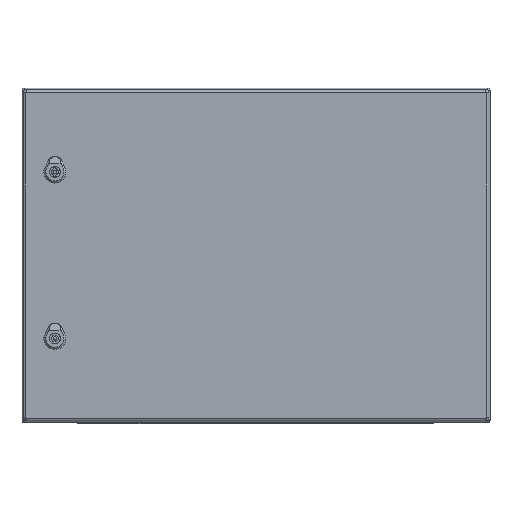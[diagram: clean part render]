
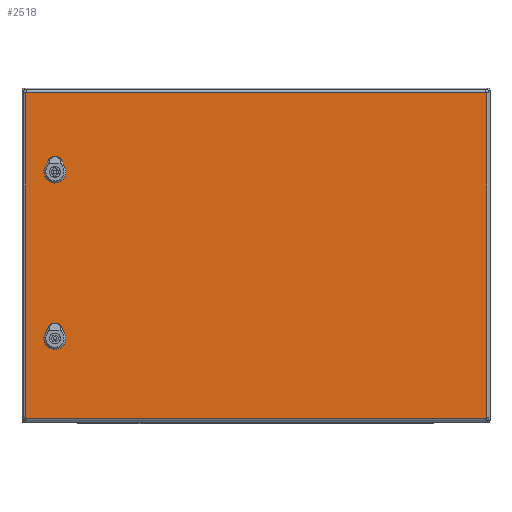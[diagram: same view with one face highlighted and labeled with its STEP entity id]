
A CAD part, top view. The second image highlights one B-rep face of the part: STEP entity #2518.
In plain terms, the highlighted face is planar.
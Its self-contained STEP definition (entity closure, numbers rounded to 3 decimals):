
#1493=FACE_BOUND('',#3825,.T.);
#1494=FACE_BOUND('',#3826,.T.);
#1495=FACE_BOUND('',#3827,.T.);
#2089=CIRCLE('',#10389,1.);
#2090=CIRCLE('',#10390,1.);
#2091=CIRCLE('',#10391,1.);
#2092=CIRCLE('',#10392,1.);
#2093=CIRCLE('',#10393,11.25);
#2094=CIRCLE('',#10394,11.25);
#2095=CIRCLE('',#10395,11.25);
#2096=CIRCLE('',#10396,11.25);
#2097=CIRCLE('',#10397,11.25);
#2098=CIRCLE('',#10398,11.25);
#2099=CIRCLE('',#10399,11.25);
#2100=CIRCLE('',#10400,11.25);
#2518=ADVANCED_FACE('',(#1493,#1494,#1495),#2827,.F.);
#2827=PLANE('',#10401);
#3825=EDGE_LOOP('',(#5387,#5388,#5389,#5390,#5391,#5392,#5393,#5394));
#3826=EDGE_LOOP('',(#5395,#5396,#5397,#5398,#5399,#5400,#5401,#5402));
#3827=EDGE_LOOP('',(#5403,#5404,#5405,#5406,#5407,#5408,#5409,#5410));
#5387=ORIENTED_EDGE('',*,*,#8001,.F.);
#5388=ORIENTED_EDGE('',*,*,#8002,.F.);
#5389=ORIENTED_EDGE('',*,*,#8003,.F.);
#5390=ORIENTED_EDGE('',*,*,#8004,.F.);
#5391=ORIENTED_EDGE('',*,*,#8005,.F.);
#5392=ORIENTED_EDGE('',*,*,#8006,.F.);
#5393=ORIENTED_EDGE('',*,*,#8007,.F.);
#5394=ORIENTED_EDGE('',*,*,#8008,.F.);
#5395=ORIENTED_EDGE('',*,*,#8009,.T.);
#5396=ORIENTED_EDGE('',*,*,#8010,.T.);
#5397=ORIENTED_EDGE('',*,*,#8011,.T.);
#5398=ORIENTED_EDGE('',*,*,#8012,.T.);
#5399=ORIENTED_EDGE('',*,*,#8013,.T.);
#5400=ORIENTED_EDGE('',*,*,#8014,.T.);
#5401=ORIENTED_EDGE('',*,*,#8015,.T.);
#5402=ORIENTED_EDGE('',*,*,#8016,.T.);
#5403=ORIENTED_EDGE('',*,*,#8017,.F.);
#5404=ORIENTED_EDGE('',*,*,#8018,.F.);
#5405=ORIENTED_EDGE('',*,*,#8019,.F.);
#5406=ORIENTED_EDGE('',*,*,#8020,.F.);
#5407=ORIENTED_EDGE('',*,*,#8021,.F.);
#5408=ORIENTED_EDGE('',*,*,#8022,.F.);
#5409=ORIENTED_EDGE('',*,*,#8023,.F.);
#5410=ORIENTED_EDGE('',*,*,#8024,.F.);
#7003=VERTEX_POINT('',#15324);
#7004=VERTEX_POINT('',#15325);
#7005=VERTEX_POINT('',#15327);
#7006=VERTEX_POINT('',#15329);
#7007=VERTEX_POINT('',#15331);
#7008=VERTEX_POINT('',#15333);
#7009=VERTEX_POINT('',#15335);
#7010=VERTEX_POINT('',#15337);
#7011=VERTEX_POINT('',#15340);
#7012=VERTEX_POINT('',#15341);
#7013=VERTEX_POINT('',#15343);
#7014=VERTEX_POINT('',#15345);
#7015=VERTEX_POINT('',#15347);
#7016=VERTEX_POINT('',#15349);
#7017=VERTEX_POINT('',#15351);
#7018=VERTEX_POINT('',#15353);
#7019=VERTEX_POINT('',#15356);
#7020=VERTEX_POINT('',#15357);
#7021=VERTEX_POINT('',#15359);
#7022=VERTEX_POINT('',#15361);
#7023=VERTEX_POINT('',#15363);
#7024=VERTEX_POINT('',#15365);
#7025=VERTEX_POINT('',#15367);
#7026=VERTEX_POINT('',#15369);
#8001=EDGE_CURVE('',#7003,#7004,#2089,.T.);
#8002=EDGE_CURVE('',#7005,#7003,#8825,.T.);
#8003=EDGE_CURVE('',#7006,#7005,#2090,.T.);
#8004=EDGE_CURVE('',#7007,#7006,#8826,.T.);
#8005=EDGE_CURVE('',#7008,#7007,#2091,.T.);
#8006=EDGE_CURVE('',#7009,#7008,#8827,.T.);
#8007=EDGE_CURVE('',#7010,#7009,#2092,.T.);
#8008=EDGE_CURVE('',#7004,#7010,#8828,.T.);
#8009=EDGE_CURVE('',#7011,#7012,#8829,.T.);
#8010=EDGE_CURVE('',#7012,#7013,#2093,.T.);
#8011=EDGE_CURVE('',#7013,#7014,#8830,.T.);
#8012=EDGE_CURVE('',#7014,#7015,#2094,.T.);
#8013=EDGE_CURVE('',#7015,#7016,#8831,.T.);
#8014=EDGE_CURVE('',#7016,#7017,#2095,.T.);
#8015=EDGE_CURVE('',#7017,#7018,#8832,.T.);
#8016=EDGE_CURVE('',#7018,#7011,#2096,.T.);
#8017=EDGE_CURVE('',#7019,#7020,#2097,.T.);
#8018=EDGE_CURVE('',#7021,#7019,#8833,.T.);
#8019=EDGE_CURVE('',#7022,#7021,#2098,.T.);
#8020=EDGE_CURVE('',#7023,#7022,#8834,.T.);
#8021=EDGE_CURVE('',#7024,#7023,#2099,.T.);
#8022=EDGE_CURVE('',#7025,#7024,#8835,.T.);
#8023=EDGE_CURVE('',#7026,#7025,#2100,.T.);
#8024=EDGE_CURVE('',#7020,#7026,#8836,.T.);
#8825=LINE('',#15326,#9477);
#8826=LINE('',#15330,#9478);
#8827=LINE('',#15334,#9479);
#8828=LINE('',#15338,#9480);
#8829=LINE('',#15339,#9481);
#8830=LINE('',#15344,#9482);
#8831=LINE('',#15348,#9483);
#8832=LINE('',#15352,#9484);
#8833=LINE('',#15358,#9485);
#8834=LINE('',#15362,#9486);
#8835=LINE('',#15366,#9487);
#8836=LINE('',#15370,#9488);
#9477=VECTOR('',#12367,1.);
#9478=VECTOR('',#12370,1.);
#9479=VECTOR('',#12373,1.);
#9480=VECTOR('',#12376,1.);
#9481=VECTOR('',#12377,1.);
#9482=VECTOR('',#12380,1.);
#9483=VECTOR('',#12383,1.);
#9484=VECTOR('',#12386,1.);
#9485=VECTOR('',#12391,1.);
#9486=VECTOR('',#12394,1.);
#9487=VECTOR('',#12397,1.);
#9488=VECTOR('',#12400,1.);
#10389=AXIS2_PLACEMENT_3D('',#15323,#12365,#12366);
#10390=AXIS2_PLACEMENT_3D('',#15328,#12368,#12369);
#10391=AXIS2_PLACEMENT_3D('',#15332,#12371,#12372);
#10392=AXIS2_PLACEMENT_3D('',#15336,#12374,#12375);
#10393=AXIS2_PLACEMENT_3D('',#15342,#12378,#12379);
#10394=AXIS2_PLACEMENT_3D('',#15346,#12381,#12382);
#10395=AXIS2_PLACEMENT_3D('',#15350,#12384,#12385);
#10396=AXIS2_PLACEMENT_3D('',#15354,#12387,#12388);
#10397=AXIS2_PLACEMENT_3D('',#15355,#12389,#12390);
#10398=AXIS2_PLACEMENT_3D('',#15360,#12392,#12393);
#10399=AXIS2_PLACEMENT_3D('',#15364,#12395,#12396);
#10400=AXIS2_PLACEMENT_3D('',#15368,#12398,#12399);
#10401=AXIS2_PLACEMENT_3D('',#15371,#12401,#12402);
#12365=DIRECTION('',(0.,0.,1.));
#12366=DIRECTION('',(1.,0.,0.));
#12367=DIRECTION('',(0.,-1.,0.));
#12368=DIRECTION('',(0.,0.,1.));
#12369=DIRECTION('',(1.,0.,0.));
#12370=DIRECTION('',(-1.,0.,0.));
#12371=DIRECTION('',(0.,0.,1.));
#12372=DIRECTION('',(1.,0.,0.));
#12373=DIRECTION('',(0.,1.,0.));
#12374=DIRECTION('',(0.,0.,1.));
#12375=DIRECTION('',(1.,0.,0.));
#12376=DIRECTION('',(1.,0.,0.));
#12377=DIRECTION('',(-1.,0.,0.));
#12378=DIRECTION('',(0.,0.,1.));
#12379=DIRECTION('',(1.,0.,0.));
#12380=DIRECTION('',(0.,-1.,0.));
#12381=DIRECTION('',(0.,0.,1.));
#12382=DIRECTION('',(1.,0.,0.));
#12383=DIRECTION('',(1.,0.,0.));
#12384=DIRECTION('',(0.,0.,1.));
#12385=DIRECTION('',(1.,0.,0.));
#12386=DIRECTION('',(0.,1.,0.));
#12387=DIRECTION('',(0.,0.,1.));
#12388=DIRECTION('',(1.,0.,0.));
#12389=DIRECTION('',(0.,0.,-1.));
#12390=DIRECTION('',(1.,0.,0.));
#12391=DIRECTION('',(-1.,0.,0.));
#12392=DIRECTION('',(0.,0.,-1.));
#12393=DIRECTION('',(1.,0.,0.));
#12394=DIRECTION('',(0.,-1.,0.));
#12395=DIRECTION('',(0.,0.,-1.));
#12396=DIRECTION('',(1.,0.,0.));
#12397=DIRECTION('',(1.,0.,0.));
#12398=DIRECTION('',(0.,0.,-1.));
#12399=DIRECTION('',(1.,0.,0.));
#12400=DIRECTION('',(0.,1.,0.));
#12401=DIRECTION('',(0.,0.,1.));
#12402=DIRECTION('',(1.,0.,0.));
#15323=CARTESIAN_POINT('',(-343.75,-243.,0.));
#15324=CARTESIAN_POINT('',(-344.75,-243.,0.));
#15325=CARTESIAN_POINT('',(-343.75,-244.,0.));
#15326=CARTESIAN_POINT('',(-344.75,243.,0.));
#15327=CARTESIAN_POINT('',(-344.75,243.,0.));
#15328=CARTESIAN_POINT('',(-343.75,243.,0.));
#15329=CARTESIAN_POINT('',(-343.75,244.,0.));
#15330=CARTESIAN_POINT('',(343.75,244.,0.));
#15331=CARTESIAN_POINT('',(343.75,244.,0.));
#15332=CARTESIAN_POINT('',(343.75,243.,0.));
#15333=CARTESIAN_POINT('',(344.75,243.,0.));
#15334=CARTESIAN_POINT('',(344.75,-243.,0.));
#15335=CARTESIAN_POINT('',(344.75,-243.,0.));
#15336=CARTESIAN_POINT('',(343.75,-243.,0.));
#15337=CARTESIAN_POINT('',(343.75,-244.,0.));
#15338=CARTESIAN_POINT('',(-343.75,-244.,0.));
#15339=CARTESIAN_POINT('',(-343.75,134.7,0.));
#15340=CARTESIAN_POINT('',(305.496,134.7,0.));
#15341=CARTESIAN_POINT('',(296.004,134.7,0.));
#15342=CARTESIAN_POINT('',(300.75,124.5,0.));
#15343=CARTESIAN_POINT('',(290.55,129.246,0.));
#15344=CARTESIAN_POINT('',(290.55,243.,0.));
#15345=CARTESIAN_POINT('',(290.55,119.754,0.));
#15346=CARTESIAN_POINT('',(300.75,124.5,0.));
#15347=CARTESIAN_POINT('',(296.004,114.3,0.));
#15348=CARTESIAN_POINT('',(-343.75,114.3,0.));
#15349=CARTESIAN_POINT('',(305.496,114.3,0.));
#15350=CARTESIAN_POINT('',(300.75,124.5,0.));
#15351=CARTESIAN_POINT('',(310.95,119.754,0.));
#15352=CARTESIAN_POINT('',(310.95,243.,0.));
#15353=CARTESIAN_POINT('',(310.95,129.246,0.));
#15354=CARTESIAN_POINT('',(300.75,124.5,0.));
#15355=CARTESIAN_POINT('',(300.75,-124.5,0.));
#15356=CARTESIAN_POINT('',(296.004,-134.7,0.));
#15357=CARTESIAN_POINT('',(290.55,-129.246,0.));
#15358=CARTESIAN_POINT('',(-343.75,-134.7,0.));
#15359=CARTESIAN_POINT('',(305.496,-134.7,0.));
#15360=CARTESIAN_POINT('',(300.75,-124.5,0.));
#15361=CARTESIAN_POINT('',(310.95,-129.246,0.));
#15362=CARTESIAN_POINT('',(310.95,243.,0.));
#15363=CARTESIAN_POINT('',(310.95,-119.754,0.));
#15364=CARTESIAN_POINT('',(300.75,-124.5,0.));
#15365=CARTESIAN_POINT('',(305.496,-114.3,0.));
#15366=CARTESIAN_POINT('',(-343.75,-114.3,0.));
#15367=CARTESIAN_POINT('',(296.004,-114.3,0.));
#15368=CARTESIAN_POINT('',(300.75,-124.5,0.));
#15369=CARTESIAN_POINT('',(290.55,-119.754,0.));
#15370=CARTESIAN_POINT('',(290.55,243.,0.));
#15371=CARTESIAN_POINT('',(-343.75,243.,0.));
